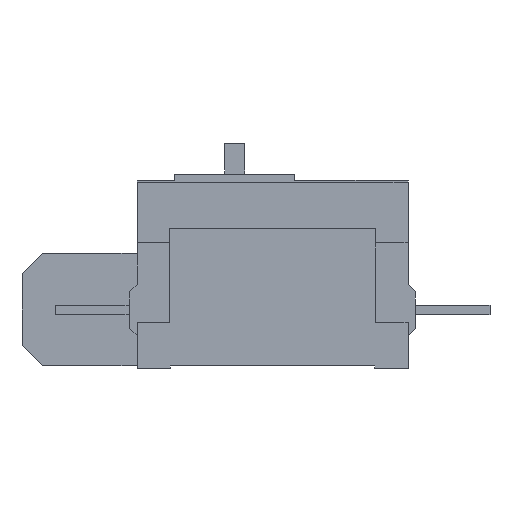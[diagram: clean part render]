
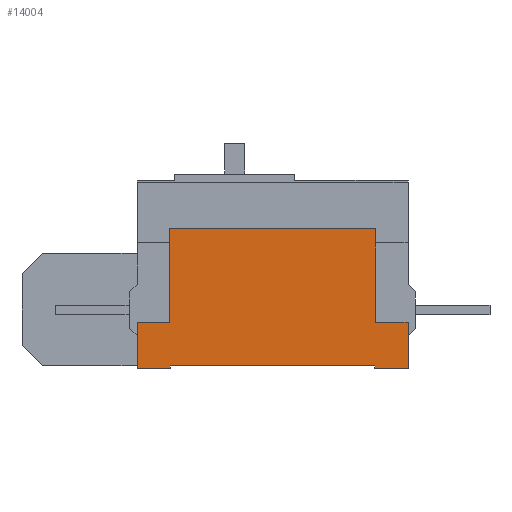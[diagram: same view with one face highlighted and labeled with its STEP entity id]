
A CAD part, left-side view. The second image highlights one B-rep face of the part: STEP entity #14004.
In plain terms, the highlighted planar face has unit normal (-1, 0, 0).
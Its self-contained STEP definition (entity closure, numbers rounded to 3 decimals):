
#458=DIRECTION('',(0.,1.,0.));
#459=VECTOR('',#458,151.);
#460=CARTESIAN_POINT('',(-139.937,7.437,-130.096));
#461=LINE('',#460,#459);
#1072=DIRECTION('',(0.,0.,-1.));
#1073=VECTOR('',#1072,34.);
#1074=CARTESIAN_POINT('',(-139.937,-17.063,
-98.096));
#1075=LINE('',#1074,#1073);
#2063=DIRECTION('',(0.,1.,0.));
#2064=VECTOR('',#2063,24.);
#2065=CARTESIAN_POINT('',(-139.937,-17.063,
-98.096));
#2066=LINE('',#2065,#2064);
#2070=DIRECTION('',(0.,-1.,0.));
#2071=VECTOR('',#2070,24.5);
#2072=CARTESIAN_POINT('',(-139.937,7.437,
-132.096));
#2073=LINE('',#2072,#2071);
#2077=DIRECTION('',(0.,0.,-1.));
#2078=VECTOR('',#2077,2.);
#2079=CARTESIAN_POINT('',(-139.937,7.437,
-130.096));
#2080=LINE('',#2079,#2078);
#2084=DIRECTION('',(0.,0.,1.));
#2085=VECTOR('',#2084,2.);
#2086=CARTESIAN_POINT('',(-139.937,158.437,
-132.096));
#2087=LINE('',#2086,#2085);
#2091=DIRECTION('',(0.,0.,-1.));
#2092=VECTOR('',#2091,34.);
#2093=CARTESIAN_POINT('',(-139.937,182.937,
-98.096));
#2094=LINE('',#2093,#2092);
#2098=DIRECTION('',(0.,0.,-1.));
#2099=VECTOR('',#2098,69.);
#2100=CARTESIAN_POINT('',(-139.937,158.937,
-29.096));
#2101=LINE('',#2100,#2099);
#2126=DIRECTION('',(0.,0.,-1.));
#2127=VECTOR('',#2126,69.);
#2128=CARTESIAN_POINT('',(-139.937,6.937,
-29.096));
#2129=LINE('',#2128,#2127);
#2436=DIRECTION('',(0.,-1.,0.));
#2437=VECTOR('',#2436,24.);
#2438=CARTESIAN_POINT('',(-139.937,182.937,
-98.096));
#2439=LINE('',#2438,#2437);
#2580=DIRECTION('',(0.,1.,0.));
#2581=VECTOR('',#2580,24.5);
#2582=CARTESIAN_POINT('',(-139.937,158.437,
-132.096));
#2583=LINE('',#2582,#2581);
#8228=DIRECTION('',(0.,-1.,0.));
#8229=VECTOR('',#8228,152.);
#8230=CARTESIAN_POINT('',(-139.937,158.937,
-29.096));
#8231=LINE('',#8230,#8229);
#10718=CARTESIAN_POINT('',(-139.937,-17.063,
-98.096));
#10719=VERTEX_POINT('',#10718);
#10720=CARTESIAN_POINT('',(-139.937,-17.063,
-132.096));
#10721=VERTEX_POINT('',#10720);
#10812=CARTESIAN_POINT('',(-139.937,182.937,
-132.096));
#10813=VERTEX_POINT('',#10812);
#10814=CARTESIAN_POINT('',(-139.937,182.937,
-98.096));
#10815=VERTEX_POINT('',#10814);
#11004=CARTESIAN_POINT('',(-139.937,158.437,
-132.096));
#11005=VERTEX_POINT('',#11004);
#11019=CARTESIAN_POINT('',(-139.937,7.437,
-132.096));
#11021=VERTEX_POINT('',#11019);
#11146=CARTESIAN_POINT('',(-139.937,158.437,
-130.096));
#11147=VERTEX_POINT('',#11146);
#11190=CARTESIAN_POINT('',(-139.937,7.437,
-130.096));
#11191=VERTEX_POINT('',#11190);
#11382=CARTESIAN_POINT('',(-139.937,158.937,
-29.096));
#11383=CARTESIAN_POINT('',(-139.937,6.937,
-29.096));
#11384=VERTEX_POINT('',#11382);
#11385=VERTEX_POINT('',#11383);
#11462=CARTESIAN_POINT('',(-139.937,158.937,
-98.096));
#11463=VERTEX_POINT('',#11462);
#11464=CARTESIAN_POINT('',(-139.937,6.937,
-98.096));
#11465=VERTEX_POINT('',#11464);
#13977=CARTESIAN_POINT('',(-139.937,82.937,
-84.096));
#13978=DIRECTION('',(-1.,0.,0.));
#13979=DIRECTION('',(0.,0.,1.));
#13980=AXIS2_PLACEMENT_3D('',#13977,#13978,#13979);
#13981=PLANE('',#13980);
#13983=ORIENTED_EDGE('',*,*,#13982,.T.);
#13985=ORIENTED_EDGE('',*,*,#13984,.F.);
#13986=ORIENTED_EDGE('',*,*,#12938,.T.);
#13987=ORIENTED_EDGE('',*,*,#13943,.F.);
#13988=ORIENTED_EDGE('',*,*,#13969,.F.);
#13989=ORIENTED_EDGE('',*,*,#12703,.T.);
#13991=ORIENTED_EDGE('',*,*,#13990,.F.);
#13993=ORIENTED_EDGE('',*,*,#13992,.T.);
#13995=ORIENTED_EDGE('',*,*,#13994,.F.);
#13997=ORIENTED_EDGE('',*,*,#13996,.T.);
#13999=ORIENTED_EDGE('',*,*,#13998,.F.);
#14001=ORIENTED_EDGE('',*,*,#14000,.T.);
#14002=EDGE_LOOP('',(#13983,#13985,#13986,#13987,#13988,#13989,#13991,#13993,
#13995,#13997,#13999,#14001));
#14003=FACE_OUTER_BOUND('',#14002,.F.);
#12703=EDGE_CURVE('',#11191,#11147,#461,.T.);
#12938=EDGE_CURVE('',#10719,#10721,#1075,.T.);
#13943=EDGE_CURVE('',#11021,#10721,#2073,.T.);
#13969=EDGE_CURVE('',#11191,#11021,#2080,.T.);
#13982=EDGE_CURVE('',#11385,#11465,#2129,.T.);
#13984=EDGE_CURVE('',#10719,#11465,#2066,.T.);
#13990=EDGE_CURVE('',#11005,#11147,#2087,.T.);
#13992=EDGE_CURVE('',#11005,#10813,#2583,.T.);
#13994=EDGE_CURVE('',#10815,#10813,#2094,.T.);
#13996=EDGE_CURVE('',#10815,#11463,#2439,.T.);
#13998=EDGE_CURVE('',#11384,#11463,#2101,.T.);
#14000=EDGE_CURVE('',#11384,#11385,#8231,.T.);
#14004=ADVANCED_FACE('',(#14003),#13981,.T.);
